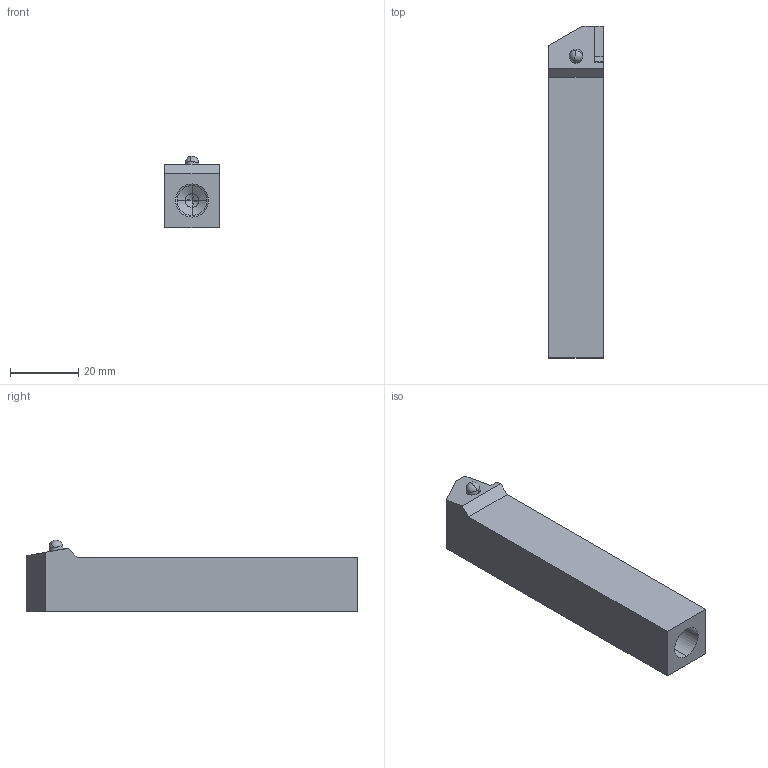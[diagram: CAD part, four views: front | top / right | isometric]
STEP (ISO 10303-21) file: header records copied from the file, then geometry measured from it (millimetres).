
FILE_DESCRIPTION(('STEP AP214'),'1');
FILE_NAME('SEL1616H12-J-2.4.stp','2023-08-30T15:09:04',(' '),(' '),'Spatial InterOp 3D',' ',' ');
FILE_SCHEMA(('AUTOMOTIVE_DESIGN { 1 0 10303 214 1 1 1 1 }'));
Length unit declared in the file: millimetre
Products named in the file (1): SMICUT_Fourcut Hållare' <2>
Bounding box: 16 x 97.5 x 21 mm (x, y, z)
Volume: 21751.9 mm3; surface area: 8441.7 mm2
Topology: 1 solids, 1 shells, 93 faces, 264 edges, 158 vertices
Faces by surface type: cylinder 48, cone 24, plane 17, sphere 4
Entity records: 181742 total; most frequent: CARTESIAN_POINT 178642, ORIENTED_EDGE 496, DIRECTION 491, EDGE_CURVE 248, AXIS2_PLACEMENT_3D 187, VERTEX_POINT 158, LINE 117, VECTOR 117
